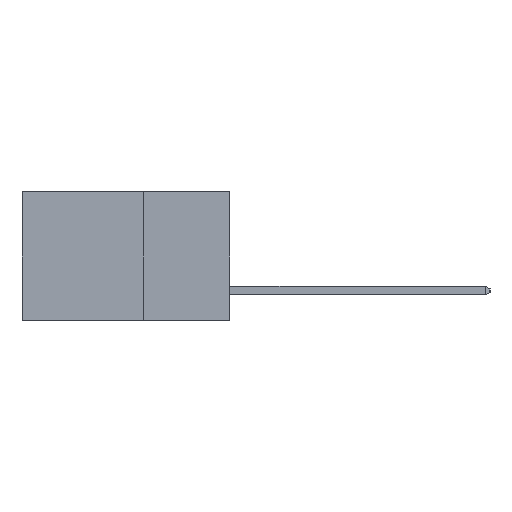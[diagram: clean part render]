
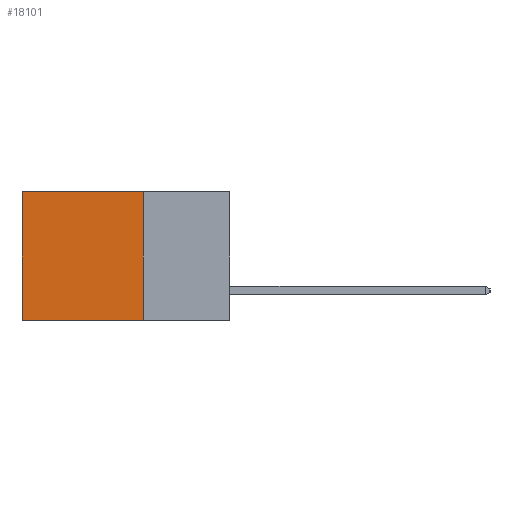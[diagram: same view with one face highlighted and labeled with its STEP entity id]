
A CAD part, left-side view. The second image highlights one B-rep face of the part: STEP entity #18101.
In plain terms, the highlighted planar face has unit normal (-1, 0, 0).
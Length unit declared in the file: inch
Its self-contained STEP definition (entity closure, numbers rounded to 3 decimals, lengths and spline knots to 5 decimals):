
#155 = EDGE_LOOP ( 'NONE', ( #3950, #23779, #9461, #19991 ) ) ;
#376 = VECTOR ( 'NONE', #15851, 39.37008 ) ;
#1707 = VECTOR ( 'NONE', #9045, 39.37008 ) ;
#2269 = LINE ( 'NONE', #9215, #1707 ) ;
#2907 = VERTEX_POINT ( 'NONE', #17913 ) ;
#3950 = ORIENTED_EDGE ( 'NONE', *, *, #21686, .T. ) ;
#4831 = CARTESIAN_POINT ( 'NONE',  ( 0.2615, 0.25, 0. ) ) ;
#5831 = VERTEX_POINT ( 'NONE', #7705 ) ;
#6547 = CARTESIAN_POINT ( 'NONE',  ( 0.2615, 0.25, -0.37 ) ) ;
#7705 = CARTESIAN_POINT ( 'NONE',  ( 0.2615, 0.25, -0.37 ) ) ;
#8737 = EDGE_CURVE ( 'NONE', #21521, #21362, #2269, .T. ) ;
#9045 = DIRECTION ( 'NONE',  ( 0., 1., 0. ) ) ;
#9215 = CARTESIAN_POINT ( 'NONE',  ( 0.2615, 0.25, 0. ) ) ;
#9461 = ORIENTED_EDGE ( 'NONE', *, *, #21438, .F. ) ;
#9720 = CARTESIAN_POINT ( 'NONE',  ( 0.2615, 0.25, -0.37 ) ) ;
#10147 = LINE ( 'NONE', #17663, #376 ) ;
#11594 = DIRECTION ( 'NONE',  ( 0., 0., -1. ) ) ;
#12710 = CARTESIAN_POINT ( 'NONE',  ( 0.2615, 0.6, -0.37 ) ) ;
#13069 = VECTOR ( 'NONE', #18241, 39.37008 ) ;
#13356 = LINE ( 'NONE', #6547, #18230 ) ;
#13387 = EDGE_CURVE ( 'NONE', #5831, #2907, #10147, .T. ) ;
#13626 = LINE ( 'NONE', #12710, #13069 ) ;
#13636 = CARTESIAN_POINT ( 'NONE',  ( 0.2615, 0.6, 0. ) ) ;
#15271 = PLANE ( 'NONE',  #23514 ) ;
#15851 = DIRECTION ( 'NONE',  ( 0., 1., 0. ) ) ;
#17663 = CARTESIAN_POINT ( 'NONE',  ( 0.2615, 0.25, -0.37 ) ) ;
#17913 = CARTESIAN_POINT ( 'NONE',  ( 0.2615, 0.6, -0.37 ) ) ;
#18101 = ADVANCED_FACE ( 'NONE', ( #18653 ), #15271, .F. ) ;
#18230 = VECTOR ( 'NONE', #19509, 39.37008 ) ;
#18241 = DIRECTION ( 'NONE',  ( 0., 0., -1. ) ) ;
#18653 = FACE_OUTER_BOUND ( 'NONE', #155, .T. ) ;
#19509 = DIRECTION ( 'NONE',  ( 0., 0., -1. ) ) ;
#19991 = ORIENTED_EDGE ( 'NONE', *, *, #8737, .T. ) ;
#21362 = VERTEX_POINT ( 'NONE', #13636 ) ;
#21438 = EDGE_CURVE ( 'NONE', #21521, #5831, #13356, .T. ) ;
#21521 = VERTEX_POINT ( 'NONE', #4831 ) ;
#21686 = EDGE_CURVE ( 'NONE', #21362, #2907, #13626, .T. ) ;
#22644 = DIRECTION ( 'NONE',  ( 1., 0., 0. ) ) ;
#23514 = AXIS2_PLACEMENT_3D ( 'NONE', #9720, #22644, #11594 ) ;
#23779 = ORIENTED_EDGE ( 'NONE', *, *, #13387, .F. ) ;
